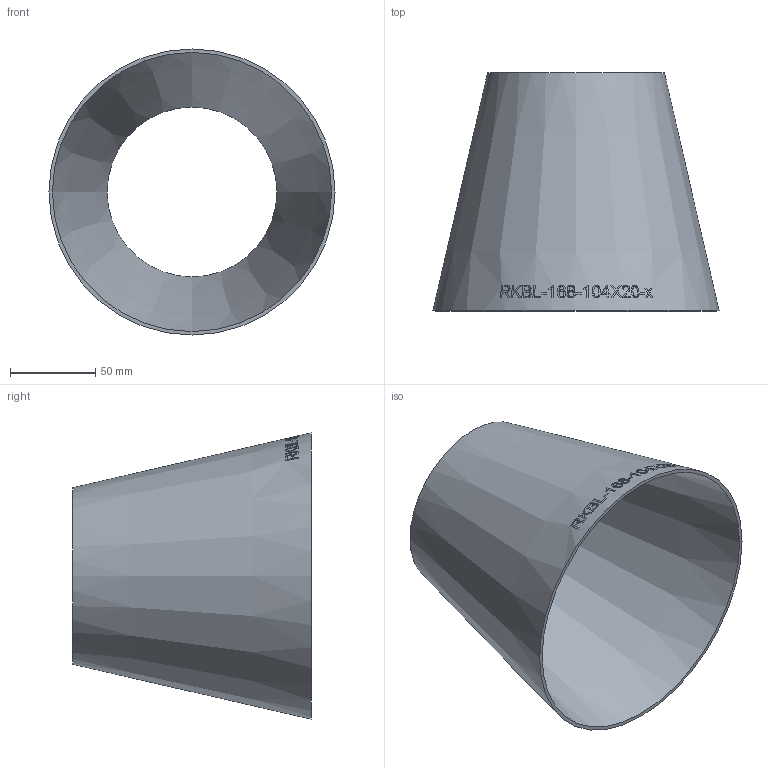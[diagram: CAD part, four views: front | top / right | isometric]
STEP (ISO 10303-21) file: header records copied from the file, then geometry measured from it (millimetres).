
FILE_DESCRIPTION (( 'STEP AP214' ), '1' );
FILE_NAME ('RKBL-168-104X20-x Reduzierung aus Blech ISO-sonstige 2006.STEP', '2020-06-30T08:12:40', ( '' ), ( '' ), 'SwSTEP 2.0', 'SolidWorks 2019', '' );
FILE_SCHEMA (( 'AUTOMOTIVE_DESIGN' ));
Length unit declared in the file: millimetre
Products named in the file (1): RKBL-168-104X20-x Reduzierung aus Blech ISO-sonstige 2006
Bounding box: 168.3 x 140 x 168.3 mm (x, y, z)
Volume: 121422.8 mm3; surface area: 122789.9 mm2
Topology: 1 solids, 1 shells, 222 faces, 582 edges, 388 vertices
Faces by surface type: bspline 192, cone 28, plane 2
Entity records: 29571 total; most frequent: CARTESIAN_POINT 23473, ORIENTED_EDGE 1160, EDGE_CURVE 580, B_SPLINE_CURVE_WITH_KNOTS 576, VERTEX_POINT 388, EDGE_LOOP 252, FACE_OUTER_BOUND 222, ADVANCED_FACE 222
